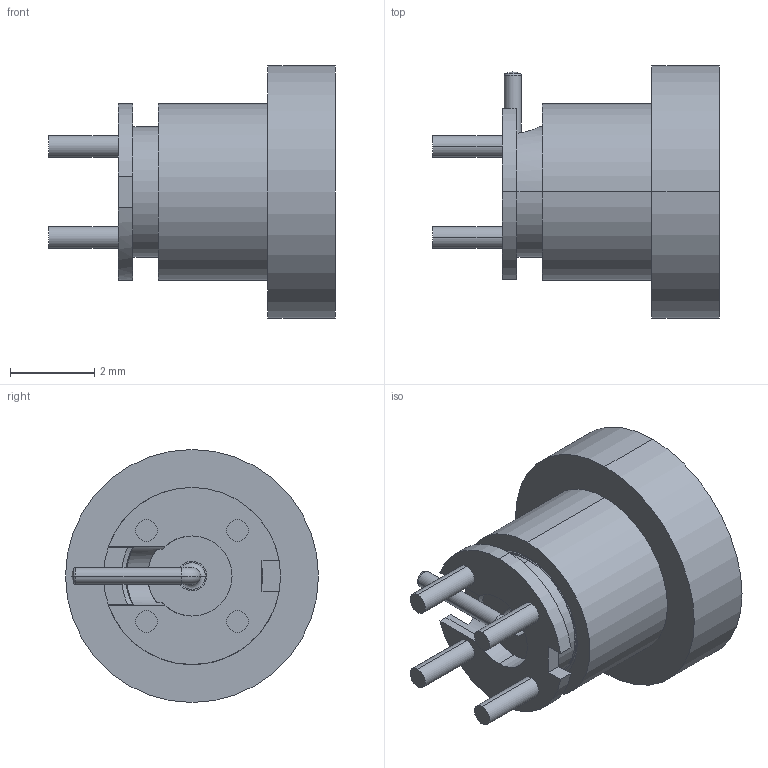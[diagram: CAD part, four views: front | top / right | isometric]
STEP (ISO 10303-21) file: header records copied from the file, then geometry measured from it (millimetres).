
FILE_DESCRIPTION (( 'STEP AP214' ), '1' );
FILE_NAME ('ÑÐ-50-1041ÔÂ-03 Âèëêà äëÿ ïîâåðõíîñòíîãî ìîíòàæà â îòâåðñòèÿ ïëàòû ïðÿìàÿ ÊÀÏÄ.434523.016 (-00).STEP', '2023-05-11T07:21:50', ( '' ), ( '' ), 'SwSTEP 2.0', 'SolidWorks 2018', '' );
FILE_SCHEMA (( 'AUTOMOTIVE_DESIGN' ));
Length unit declared in the file: millimetre
Products named in the file (2): Äåòàëü4^ÊÀÏÄ.434523.016 Âèëêà äëÿ ïîâåðõíîñòíîãî ìîíòàæà â îòâåðñòèÿ ïëàòû ïðÿìàÿ (-00) òîêîâûâîä, èçîëÿòîð; ÑÐ-50-1041ÔÂ-03 Âèëêà äëÿ ïîâåðõíîñòíîãî ìîíòàæà â îòâåðñòèÿ ïëàòû ïðÿìàÿ ÊÀÏÄ.434523.016  (-00)
Assembly tree (1 placements, depth 2):
  ÑÐ-50-1041ÔÂ-03 Âèëêà äëÿ ïîâåðõíîñòíîãî ìîíòàæà â îòâåðñòèÿ ïëàòû ïðÿìàÿ ÊÀÏÄ.434523.016  (-00)
    Äåòàëü4^ÊÀÏÄ.434523.016 Âèëêà äëÿ ïîâåðõíîñòíîãî ìîíòàæà â îòâåðñòèÿ ïëàòû ïðÿìàÿ (-00) òîêîâûâîä, èçîëÿòîð
Bounding box: 6.8 x 6 x 6 mm (x, y, z)
Volume: 60.6 mm3; surface area: 197.2 mm2
Topology: 1 solids, 3 shells, 86 faces, 193 edges, 120 vertices
Faces by surface type: cylinder 42, plane 22, torus 10, cone 10, sphere 2
Entity records: 2471 total; most frequent: DIRECTION 473, CARTESIAN_POINT 425, ORIENTED_EDGE 374, AXIS2_PLACEMENT_3D 202, EDGE_CURVE 187, VERTEX_POINT 118, CIRCLE 112, EDGE_LOOP 101
